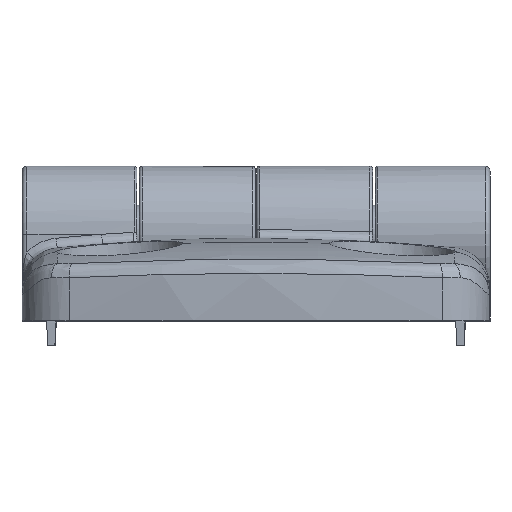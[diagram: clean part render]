
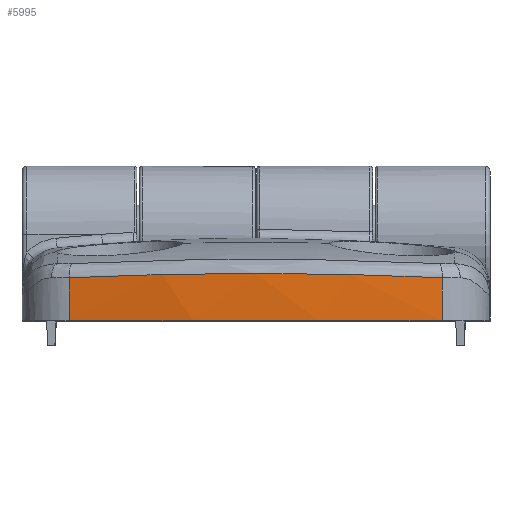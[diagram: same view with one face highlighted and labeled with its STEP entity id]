
A CAD part, top view. The second image highlights one B-rep face of the part: STEP entity #5995.
In plain terms, the highlighted cylindrical face has radius 100 mm (diameter 200 mm), a partial arc.
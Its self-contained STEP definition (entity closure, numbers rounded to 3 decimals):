
#5939=CARTESIAN_POINT('',(0.,8.5,-70.5));
#5940=DIRECTION('',(0.0,1.0,0.0));
#5941=DIRECTION('',(0.0,0.0,1.0));
#5942=AXIS2_PLACEMENT_3D('',#5939,#5940,#5941);
#5943=CYLINDRICAL_SURFACE('',#5942,100.0);
#5944=CARTESIAN_POINT('',(19.149,4.401,27.649));
#5945=VERTEX_POINT('',#5944);
#5946=CARTESIAN_POINT('',(0.,4.84,29.5));
#5947=VERTEX_POINT('',#5946);
#5948=CARTESIAN_POINT('',(19.149,4.401,27.649));
#5949=CARTESIAN_POINT('',(15.97,4.555,28.27));
#5950=CARTESIAN_POINT('',(12.785,4.663,28.731));
#5951=CARTESIAN_POINT('',(6.402,4.806,29.346));
#5952=CARTESIAN_POINT('',(3.204,4.84,29.5));
#5953=CARTESIAN_POINT('',(0.,4.84,29.5));
#5954=B_SPLINE_CURVE_WITH_KNOTS('',3,(#5948,#5949,#5950,#5951,#5952,#5953),.UNSPECIFIED.,.F.,.U.,(4,2,4),(0.004,0.014,0.024),.UNSPECIFIED.);
#5955=EDGE_CURVE('',#5945,#5947,#5954,.T.);
#5956=ORIENTED_EDGE('',*,*,#5955,.T.);
#5957=CARTESIAN_POINT('',(-19.149,4.401,27.649));
#5958=VERTEX_POINT('',#5957);
#5959=CARTESIAN_POINT('',(0.,4.84,29.5));
#5960=CARTESIAN_POINT('',(-3.186,4.84,29.5));
#5961=CARTESIAN_POINT('',(-6.379,4.806,29.348));
#5962=CARTESIAN_POINT('',(-11.177,4.699,28.886));
#5963=CARTESIAN_POINT('',(-12.781,4.654,28.693));
#5964=CARTESIAN_POINT('',(-15.976,4.543,28.229));
#5965=CARTESIAN_POINT('',(-17.566,4.478,27.958));
#5966=CARTESIAN_POINT('',(-19.149,4.401,27.649));
#5967=B_SPLINE_CURVE_WITH_KNOTS('',3,(#5959,#5960,#5961,#5962,#5963,#5964,#5965,#5966),.UNSPECIFIED.,.F.,.U.,(4,2,2,4),(0.024,0.033,0.038,0.043),.UNSPECIFIED.);
#5968=EDGE_CURVE('',#5947,#5958,#5967,.T.);
#5969=ORIENTED_EDGE('',*,*,#5968,.T.);
#5970=CARTESIAN_POINT('',(-19.149,0.,27.649));
#5971=VERTEX_POINT('',#5970);
#5972=CARTESIAN_POINT('',(-19.149,4.401,27.649));
#5973=DIRECTION('',(0.0,-1.0,0.0));
#5974=VECTOR('',#5973,4.401);
#5975=LINE('',#5972,#5974);
#5976=EDGE_CURVE('',#5958,#5971,#5975,.T.);
#5977=ORIENTED_EDGE('',*,*,#5976,.T.);
#5978=CARTESIAN_POINT('',(19.149,0.,27.649));
#5979=VERTEX_POINT('',#5978);
#5980=CARTESIAN_POINT('',(0.,0.,-70.5));
#5981=DIRECTION('',(0.0,1.0,0.0));
#5982=DIRECTION('',(0.0,0.0,1.0));
#5983=AXIS2_PLACEMENT_3D('',#5980,#5981,#5982);
#5984=CIRCLE('',#5983,100.0);
#5985=EDGE_CURVE('',#5971,#5979,#5984,.T.);
#5986=ORIENTED_EDGE('',*,*,#5985,.T.);
#5987=CARTESIAN_POINT('',(19.149,4.401,27.649));
#5988=DIRECTION('',(0.0,-1.0,0.0));
#5989=VECTOR('',#5988,4.401);
#5990=LINE('',#5987,#5989);
#5991=EDGE_CURVE('',#5945,#5979,#5990,.T.);
#5992=ORIENTED_EDGE('',*,*,#5991,.F.);
#5993=EDGE_LOOP('',(#5956,#5969,#5977,#5986,#5992));
#5994=FACE_OUTER_BOUND('',#5993,.T.);
#5995=ADVANCED_FACE('',(#5994),#5943,.T.);
